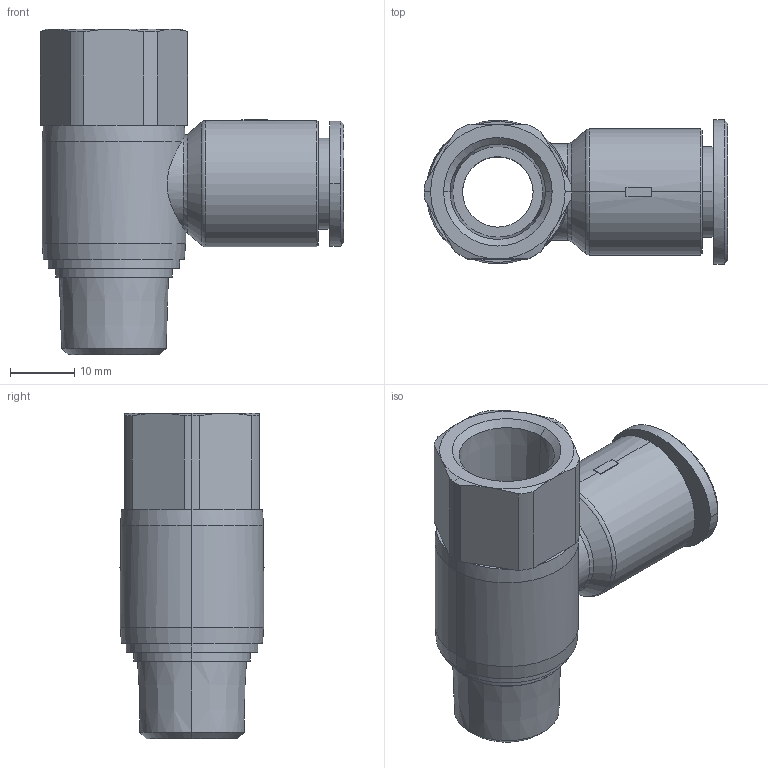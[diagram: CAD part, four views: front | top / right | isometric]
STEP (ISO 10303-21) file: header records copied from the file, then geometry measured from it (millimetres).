
FILE_DESCRIPTION((''),'2;1');
FILE_NAME('GPHF_1203-03(3D).stp','2012-12-20T16:37:11',(''),(''),'Mechanical Desktop.R8.0.24.0','Mechanical Desktop.R8.0.24.0',', , ');
FILE_SCHEMA(('CONFIG_CONTROL_DESIGN'));
Length unit declared in the file: millimetre
Products named in the file (2): GPHF_1203-03(3D); 睡ヶ1
Assembly tree (1 placements, depth 2):
  GPHF_1203-03(3D)
    睡ヶ1
Bounding box: 47.4 x 22.5 x 50.8 mm (x, y, z)
Volume: 16173.7 mm3; surface area: 8624.9 mm2
Topology: 1 solids, 1 shells, 434 faces, 1201 edges, 786 vertices
Faces by surface type: plane 365, cone 32, cylinder 25, bspline 10, torus 2
Entity records: 14293 total; most frequent: CARTESIAN_POINT 3117, ORIENTED_EDGE 2402, DIRECTION 2127, EDGE_CURVE 1201, VECTOR 1057, LINE 1057, VERTEX_POINT 786, AXIS2_PLACEMENT_3D 535
